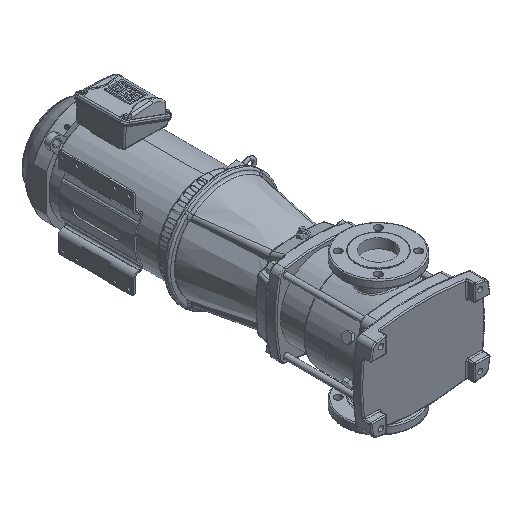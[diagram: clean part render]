
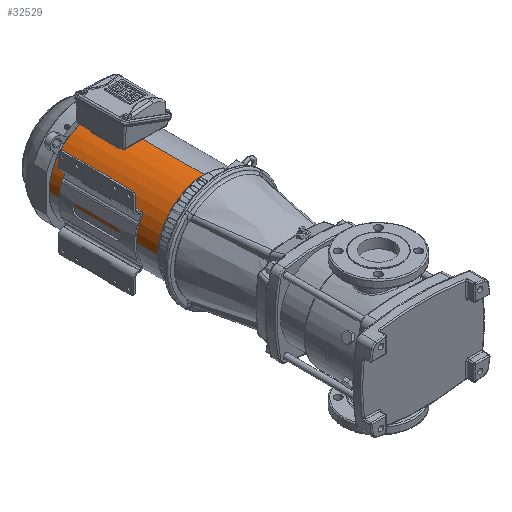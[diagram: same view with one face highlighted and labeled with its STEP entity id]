
A CAD part, isometric view. The second image highlights one B-rep face of the part: STEP entity #32529.
In plain terms, the highlighted cylindrical face has radius 124.3 mm (diameter 248.6 mm), a partial arc.
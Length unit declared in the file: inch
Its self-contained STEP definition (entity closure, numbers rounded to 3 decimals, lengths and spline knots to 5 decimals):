
#900 = VERTEX_POINT ( 'NONE', #117985 ) ;
#4553 = DIRECTION ( 'NONE',  ( -1., 0., 0. ) ) ;
#21517 = VECTOR ( 'NONE', #92165, 39.37008 ) ;
#24598 = VERTEX_POINT ( 'NONE', #91938 ) ;
#24885 = ORIENTED_EDGE ( 'NONE', *, *, #31496, .F. ) ;
#25298 = CARTESIAN_POINT ( 'NONE',  ( 38.30292, -0.74874, 0. ) ) ;
#30185 = CIRCLE ( 'NONE', #42414, 4.8937 ) ;
#31496 = EDGE_CURVE ( 'NONE', #119721, #24598, #81047, .T. ) ;
#32529 = ADVANCED_FACE ( 'NONE', ( #72703 ), #84216, .T. ) ;
#36181 = ORIENTED_EDGE ( 'NONE', *, *, #80880, .T. ) ;
#42414 = AXIS2_PLACEMENT_3D ( 'NONE', #123524, #53843, #66819 ) ;
#43095 = CARTESIAN_POINT ( 'NONE',  ( 38.30292, -5.64244, 0.00085 ) ) ;
#43703 = VERTEX_POINT ( 'NONE', #115251 ) ;
#44455 = AXIS2_PLACEMENT_3D ( 'NONE', #120834, #4553, #109361 ) ;
#49530 = VECTOR ( 'NONE', #112753, 39.37008 ) ;
#53843 = DIRECTION ( 'NONE',  ( -1., 0., 0. ) ) ;
#66819 = DIRECTION ( 'NONE',  ( 0., -1., 0. ) ) ;
#72703 = FACE_OUTER_BOUND ( 'NONE', #77553, .T. ) ;
#77553 = EDGE_LOOP ( 'NONE', ( #108689, #36181, #24885, #147019 ) ) ;
#80880 = EDGE_CURVE ( 'NONE', #43703, #24598, #115137, .T. ) ;
#81047 = CIRCLE ( 'NONE', #44455, 4.8937 ) ;
#83775 = AXIS2_PLACEMENT_3D ( 'NONE', #25298, #130925, #119427 ) ;
#84216 = CYLINDRICAL_SURFACE ( 'NONE', #83775, 4.8937 ) ;
#89016 = LINE ( 'NONE', #43095, #49530 ) ;
#91938 = CARTESIAN_POINT ( 'NONE',  ( -5.39937, -0.74874, 4.8937 ) ) ;
#92165 = DIRECTION ( 'NONE',  ( -1., 0., 0. ) ) ;
#98697 = CARTESIAN_POINT ( 'NONE',  ( -5.39937, -5.64244, 0.00085 ) ) ;
#100424 = EDGE_CURVE ( 'NONE', #900, #43703, #30185, .T. ) ;
#108689 = ORIENTED_EDGE ( 'NONE', *, *, #100424, .T. ) ;
#109361 = DIRECTION ( 'NONE',  ( 0., -1., 0. ) ) ;
#112753 = DIRECTION ( 'NONE',  ( -1., 0., 0. ) ) ;
#112899 = CARTESIAN_POINT ( 'NONE',  ( 38.30292, -0.74874, 4.8937 ) ) ;
#115137 = LINE ( 'NONE', #112899, #21517 ) ;
#115251 = CARTESIAN_POINT ( 'NONE',  ( 6.01795, -0.74874, 4.8937 ) ) ;
#117985 = CARTESIAN_POINT ( 'NONE',  ( 6.01795, -5.64244, 0.00085 ) ) ;
#119427 = DIRECTION ( 'NONE',  ( 0., 0., 1. ) ) ;
#119721 = VERTEX_POINT ( 'NONE', #98697 ) ;
#120834 = CARTESIAN_POINT ( 'NONE',  ( -5.39937, -0.74874, 0. ) ) ;
#123524 = CARTESIAN_POINT ( 'NONE',  ( 6.01795, -0.74874, 0. ) ) ;
#130925 = DIRECTION ( 'NONE',  ( -1., 0., 0. ) ) ;
#134848 = EDGE_CURVE ( 'NONE', #900, #119721, #89016, .T. ) ;
#147019 = ORIENTED_EDGE ( 'NONE', *, *, #134848, .F. ) ;
